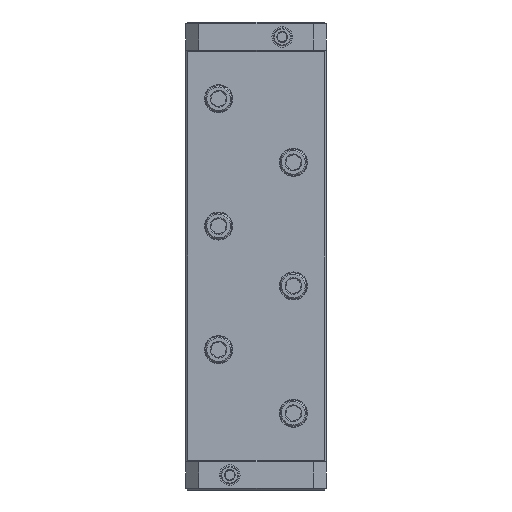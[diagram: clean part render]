
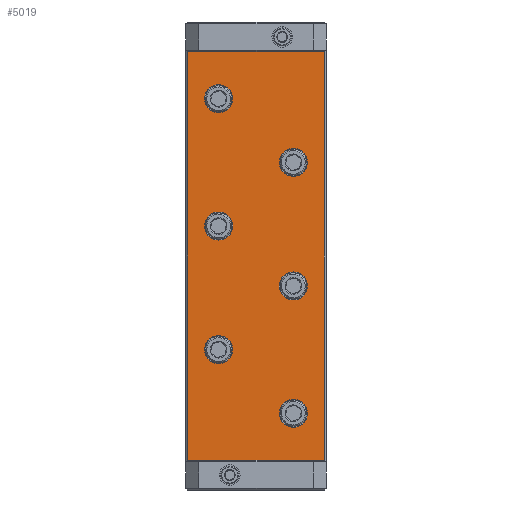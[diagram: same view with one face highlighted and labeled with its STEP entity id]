
A CAD part, front view. The second image highlights one B-rep face of the part: STEP entity #5019.
In plain terms, the highlighted planar face has unit normal (0, -1, 0).
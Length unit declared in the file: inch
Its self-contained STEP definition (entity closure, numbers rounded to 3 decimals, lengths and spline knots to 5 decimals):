
#13 = AXIS2_PLACEMENT_3D ( 'NONE', #12446, #10088, #5918 ) ;
#37 = CARTESIAN_POINT ( 'NONE',  ( -2.61764, -1.27424, -4.39937 ) ) ;
#59 = ORIENTED_EDGE ( 'NONE', *, *, #12276, .F. ) ;
#141 = EDGE_CURVE ( 'NONE', #13135, #246, #6905, .T. ) ;
#246 = VERTEX_POINT ( 'NONE', #12278 ) ;
#452 = ORIENTED_EDGE ( 'NONE', *, *, #1579, .F. ) ;
#632 = CARTESIAN_POINT ( 'NONE',  ( -2.05264, -1.27424, -3.39437 ) ) ;
#822 = VECTOR ( 'NONE', #13806, 39.37008 ) ;
#836 = EDGE_LOOP ( 'NONE', ( #9740, #8322 ) ) ;
#948 = CARTESIAN_POINT ( 'NONE',  ( -2.61764, -1.27424, -2.21937 ) ) ;
#949 = CARTESIAN_POINT ( 'NONE',  ( -2.45264, -1.27424, -3.80937 ) ) ;
#1012 = EDGE_CURVE ( 'NONE', #2726, #5824, #2624, .T. ) ;
#1161 = CARTESIAN_POINT ( 'NONE',  ( -2.05264, -1.27424, -4.14937 ) ) ;
#1229 = DIRECTION ( 'NONE',  ( 0., 0., -1. ) ) ;
#1318 = AXIS2_PLACEMENT_3D ( 'NONE', #3906, #2784, #13602 ) ;
#1382 = EDGE_LOOP ( 'NONE', ( #452, #6334, #9896, #12769 ) ) ;
#1533 = CIRCLE ( 'NONE', #1981, 0.075 ) ;
#1579 = EDGE_CURVE ( 'NONE', #9519, #12218, #11621, .T. ) ;
#1630 = EDGE_CURVE ( 'NONE', #12648, #12502, #8469, .T. ) ;
#1641 = ORIENTED_EDGE ( 'NONE', *, *, #1012, .F. ) ;
#1702 = ORIENTED_EDGE ( 'NONE', *, *, #3887, .F. ) ;
#1899 = DIRECTION ( 'NONE',  ( 0., 0., -1. ) ) ;
#1927 = AXIS2_PLACEMENT_3D ( 'NONE', #4052, #12839, #12977 ) ;
#1981 = AXIS2_PLACEMENT_3D ( 'NONE', #10186, #2705, #5867 ) ;
#1992 = EDGE_CURVE ( 'NONE', #12502, #12218, #8453, .T. ) ;
#2053 = DIRECTION ( 'NONE',  ( 0., 0., 1. ) ) ;
#2300 = DIRECTION ( 'NONE',  ( 0., -1., 0. ) ) ;
#2354 = DIRECTION ( 'NONE',  ( 0., 0., -1. ) ) ;
#2487 = CIRCLE ( 'NONE', #9223, 0.075 ) ;
#2542 = VECTOR ( 'NONE', #2354, 39.37008 ) ;
#2624 = CIRCLE ( 'NONE', #13893, 0.075 ) ;
#2635 = AXIS2_PLACEMENT_3D ( 'NONE', #10917, #8625, #1229 ) ;
#2705 = DIRECTION ( 'NONE',  ( 0., -1., 0. ) ) ;
#2726 = VERTEX_POINT ( 'NONE', #11624 ) ;
#2784 = DIRECTION ( 'NONE',  ( 0., -1., 0. ) ) ;
#2842 = FACE_OUTER_BOUND ( 'NONE', #1382, .T. ) ;
#2871 = EDGE_CURVE ( 'NONE', #12903, #4687, #1533, .T. ) ;
#2978 = CARTESIAN_POINT ( 'NONE',  ( -2.45264, -1.27424, -2.54437 ) ) ;
#2985 = EDGE_LOOP ( 'NONE', ( #5821, #11450 ) ) ;
#3079 = EDGE_LOOP ( 'NONE', ( #13595, #5433 ) ) ;
#3088 = VERTEX_POINT ( 'NONE', #11818 ) ;
#3424 = CIRCLE ( 'NONE', #4537, 0.075 ) ;
#3453 = EDGE_CURVE ( 'NONE', #4687, #12903, #11796, .T. ) ;
#3735 = CARTESIAN_POINT ( 'NONE',  ( -1.88764, -1.27424, -4.39937 ) ) ;
#3772 = AXIS2_PLACEMENT_3D ( 'NONE', #6184, #5055, #1899 ) ;
#3887 = EDGE_CURVE ( 'NONE', #246, #13135, #3424, .T. ) ;
#3906 = CARTESIAN_POINT ( 'NONE',  ( -2.45264, -1.27424, -3.80937 ) ) ;
#4000 = CARTESIAN_POINT ( 'NONE',  ( -2.05264, -1.27424, -2.88437 ) ) ;
#4052 = CARTESIAN_POINT ( 'NONE',  ( -2.05264, -1.27424, -2.80937 ) ) ;
#4204 = CIRCLE ( 'NONE', #3772, 0.075 ) ;
#4215 = AXIS2_PLACEMENT_3D ( 'NONE', #10257, #9048, #10192 ) ;
#4291 = EDGE_LOOP ( 'NONE', ( #59, #4481 ) ) ;
#4481 = ORIENTED_EDGE ( 'NONE', *, *, #4851, .F. ) ;
#4537 = AXIS2_PLACEMENT_3D ( 'NONE', #1161, #2300, #11847 ) ;
#4687 = VERTEX_POINT ( 'NONE', #4901 ) ;
#4746 = FACE_BOUND ( 'NONE', #8348, .T. ) ;
#4821 = EDGE_CURVE ( 'NONE', #11420, #3088, #8000, .T. ) ;
#4851 = EDGE_CURVE ( 'NONE', #11134, #9656, #5982, .T. ) ;
#4884 = VECTOR ( 'NONE', #10614, 39.37008 ) ;
#4901 = CARTESIAN_POINT ( 'NONE',  ( -2.45264, -1.27424, -3.22437 ) ) ;
#4937 = DIRECTION ( 'NONE',  ( 0., -1., 0. ) ) ;
#4954 = PLANE ( 'NONE',  #4215 ) ;
#5019 = ADVANCED_FACE ( 'NONE', ( #7131, #7978, #11341, #4746, #2842, #13599, #12401 ), #4954, .F. ) ;
#5055 = DIRECTION ( 'NONE',  ( 0., -1., 0. ) ) ;
#5178 = DIRECTION ( 'NONE',  ( 0., 0., -1. ) ) ;
#5433 = ORIENTED_EDGE ( 'NONE', *, *, #7080, .F. ) ;
#5618 = DIRECTION ( 'NONE',  ( 0., 0., -1. ) ) ;
#5757 = DIRECTION ( 'NONE',  ( 0., -1., 0. ) ) ;
#5821 = ORIENTED_EDGE ( 'NONE', *, *, #3453, .F. ) ;
#5824 = VERTEX_POINT ( 'NONE', #632 ) ;
#5867 = DIRECTION ( 'NONE',  ( 0., 0., -1. ) ) ;
#5918 = DIRECTION ( 'NONE',  ( 0., 0., -1. ) ) ;
#5982 = CIRCLE ( 'NONE', #13897, 0.075 ) ;
#6184 = CARTESIAN_POINT ( 'NONE',  ( -2.45264, -1.27424, -2.46937 ) ) ;
#6334 = ORIENTED_EDGE ( 'NONE', *, *, #8403, .T. ) ;
#6361 = VERTEX_POINT ( 'NONE', #2978 ) ;
#6460 = CARTESIAN_POINT ( 'NONE',  ( -2.45264, -1.27424, -3.14937 ) ) ;
#6672 = DIRECTION ( 'NONE',  ( 0., -1., 0. ) ) ;
#6753 = EDGE_CURVE ( 'NONE', #5824, #2726, #2487, .T. ) ;
#6905 = CIRCLE ( 'NONE', #2635, 0.075 ) ;
#7080 = EDGE_CURVE ( 'NONE', #3088, #11420, #10149, .T. ) ;
#7131 = FACE_BOUND ( 'NONE', #3079, .T. ) ;
#7291 = DIRECTION ( 'NONE',  ( 0., -1., 0. ) ) ;
#7461 = AXIS2_PLACEMENT_3D ( 'NONE', #6460, #6672, #5618 ) ;
#7548 = CARTESIAN_POINT ( 'NONE',  ( -2.45264, -1.27424, -3.88437 ) ) ;
#7627 = LINE ( 'NONE', #37, #2542 ) ;
#7943 = CARTESIAN_POINT ( 'NONE',  ( -2.05264, -1.27424, -3.46937 ) ) ;
#7978 = FACE_BOUND ( 'NONE', #4291, .T. ) ;
#8000 = CIRCLE ( 'NONE', #1927, 0.075 ) ;
#8322 = ORIENTED_EDGE ( 'NONE', *, *, #11074, .F. ) ;
#8348 = EDGE_LOOP ( 'NONE', ( #1641, #11413 ) ) ;
#8403 = EDGE_CURVE ( 'NONE', #9519, #12648, #7627, .T. ) ;
#8432 = CARTESIAN_POINT ( 'NONE',  ( -2.45264, -1.27424, -2.39437 ) ) ;
#8444 = CARTESIAN_POINT ( 'NONE',  ( -2.45264, -1.27424, -2.46937 ) ) ;
#8453 = LINE ( 'NONE', #10811, #9386 ) ;
#8469 = LINE ( 'NONE', #11564, #4884 ) ;
#8514 = DIRECTION ( 'NONE',  ( 0., -1., 0. ) ) ;
#8625 = DIRECTION ( 'NONE',  ( 0., -1., 0. ) ) ;
#8748 = AXIS2_PLACEMENT_3D ( 'NONE', #8444, #4937, #10593 ) ;
#8910 = EDGE_LOOP ( 'NONE', ( #9742, #1702 ) ) ;
#8969 = CIRCLE ( 'NONE', #8748, 0.075 ) ;
#9048 = DIRECTION ( 'NONE',  ( 0., 1., 0. ) ) ;
#9223 = AXIS2_PLACEMENT_3D ( 'NONE', #12800, #8514, #12736 ) ;
#9386 = VECTOR ( 'NONE', #2053, 39.37008 ) ;
#9519 = VERTEX_POINT ( 'NONE', #948 ) ;
#9656 = VERTEX_POINT ( 'NONE', #7548 ) ;
#9740 = ORIENTED_EDGE ( 'NONE', *, *, #11478, .F. ) ;
#9742 = ORIENTED_EDGE ( 'NONE', *, *, #141, .F. ) ;
#9896 = ORIENTED_EDGE ( 'NONE', *, *, #1630, .T. ) ;
#10088 = DIRECTION ( 'NONE',  ( 0., -1., 0. ) ) ;
#10149 = CIRCLE ( 'NONE', #13, 0.075 ) ;
#10153 = DIRECTION ( 'NONE',  ( 0., 0., -1. ) ) ;
#10186 = CARTESIAN_POINT ( 'NONE',  ( -2.45264, -1.27424, -3.14937 ) ) ;
#10192 = DIRECTION ( 'NONE',  ( 0., 0., 1. ) ) ;
#10257 = CARTESIAN_POINT ( 'NONE',  ( -2.62764, -1.27424, -4.39937 ) ) ;
#10375 = CARTESIAN_POINT ( 'NONE',  ( -2.61764, -1.27424, -4.39937 ) ) ;
#10452 = CARTESIAN_POINT ( 'NONE',  ( -2.45264, -1.27424, -3.73437 ) ) ;
#10486 = CARTESIAN_POINT ( 'NONE',  ( -2.45264, -1.27424, -3.07437 ) ) ;
#10593 = DIRECTION ( 'NONE',  ( 0., 0., -1. ) ) ;
#10614 = DIRECTION ( 'NONE',  ( 1., 0., 0. ) ) ;
#10698 = CARTESIAN_POINT ( 'NONE',  ( -2.05264, -1.27424, -4.22437 ) ) ;
#10811 = CARTESIAN_POINT ( 'NONE',  ( -1.88764, -1.27424, -2.21937 ) ) ;
#10917 = CARTESIAN_POINT ( 'NONE',  ( -2.05264, -1.27424, -4.14937 ) ) ;
#11074 = EDGE_CURVE ( 'NONE', #11661, #6361, #8969, .T. ) ;
#11134 = VERTEX_POINT ( 'NONE', #10452 ) ;
#11273 = CARTESIAN_POINT ( 'NONE',  ( -1.88764, -1.27424, -2.21937 ) ) ;
#11341 = FACE_BOUND ( 'NONE', #8910, .T. ) ;
#11413 = ORIENTED_EDGE ( 'NONE', *, *, #6753, .F. ) ;
#11420 = VERTEX_POINT ( 'NONE', #4000 ) ;
#11450 = ORIENTED_EDGE ( 'NONE', *, *, #2871, .F. ) ;
#11478 = EDGE_CURVE ( 'NONE', #6361, #11661, #4204, .T. ) ;
#11564 = CARTESIAN_POINT ( 'NONE',  ( -2.62764, -1.27424, -4.39937 ) ) ;
#11621 = LINE ( 'NONE', #11767, #822 ) ;
#11624 = CARTESIAN_POINT ( 'NONE',  ( -2.05264, -1.27424, -3.54437 ) ) ;
#11661 = VERTEX_POINT ( 'NONE', #8432 ) ;
#11767 = CARTESIAN_POINT ( 'NONE',  ( -2.62764, -1.27424, -2.21937 ) ) ;
#11796 = CIRCLE ( 'NONE', #7461, 0.075 ) ;
#11818 = CARTESIAN_POINT ( 'NONE',  ( -2.05264, -1.27424, -2.73437 ) ) ;
#11847 = DIRECTION ( 'NONE',  ( 0., 0., -1. ) ) ;
#12218 = VERTEX_POINT ( 'NONE', #11273 ) ;
#12276 = EDGE_CURVE ( 'NONE', #9656, #11134, #13302, .T. ) ;
#12278 = CARTESIAN_POINT ( 'NONE',  ( -2.05264, -1.27424, -4.07437 ) ) ;
#12401 = FACE_BOUND ( 'NONE', #836, .T. ) ;
#12446 = CARTESIAN_POINT ( 'NONE',  ( -2.05264, -1.27424, -2.80937 ) ) ;
#12502 = VERTEX_POINT ( 'NONE', #3735 ) ;
#12648 = VERTEX_POINT ( 'NONE', #10375 ) ;
#12736 = DIRECTION ( 'NONE',  ( 0., 0., -1. ) ) ;
#12769 = ORIENTED_EDGE ( 'NONE', *, *, #1992, .T. ) ;
#12800 = CARTESIAN_POINT ( 'NONE',  ( -2.05264, -1.27424, -3.46937 ) ) ;
#12839 = DIRECTION ( 'NONE',  ( 0., -1., 0. ) ) ;
#12903 = VERTEX_POINT ( 'NONE', #10486 ) ;
#12977 = DIRECTION ( 'NONE',  ( 0., 0., -1. ) ) ;
#13135 = VERTEX_POINT ( 'NONE', #10698 ) ;
#13302 = CIRCLE ( 'NONE', #1318, 0.075 ) ;
#13595 = ORIENTED_EDGE ( 'NONE', *, *, #4821, .F. ) ;
#13599 = FACE_BOUND ( 'NONE', #2985, .T. ) ;
#13602 = DIRECTION ( 'NONE',  ( 0., 0., -1. ) ) ;
#13806 = DIRECTION ( 'NONE',  ( 1., 0., 0. ) ) ;
#13893 = AXIS2_PLACEMENT_3D ( 'NONE', #7943, #5757, #10153 ) ;
#13897 = AXIS2_PLACEMENT_3D ( 'NONE', #949, #7291, #5178 ) ;
